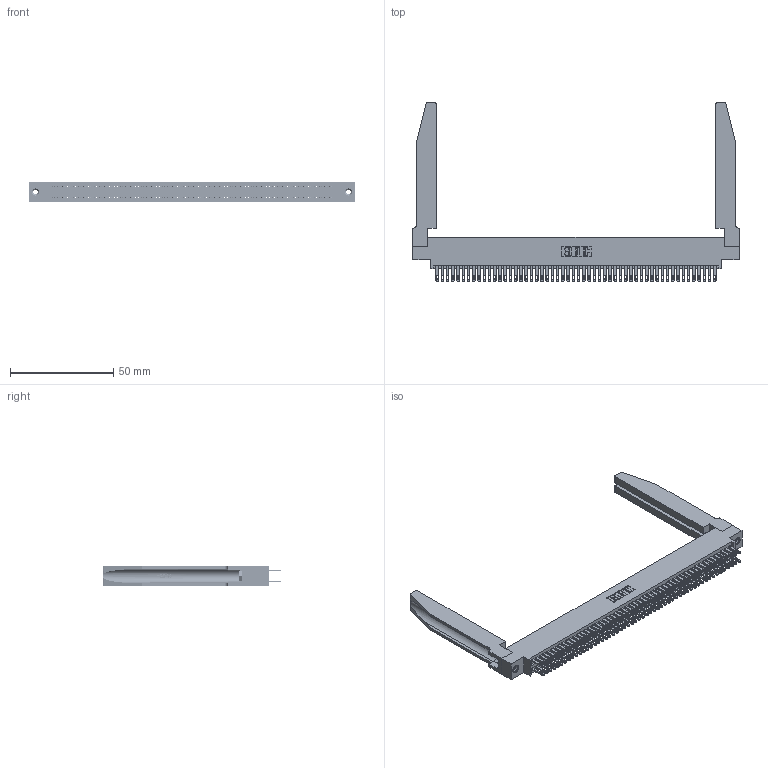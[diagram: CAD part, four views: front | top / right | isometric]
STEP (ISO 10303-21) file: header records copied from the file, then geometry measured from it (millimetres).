
FILE_DESCRIPTION (( 'STEP AP203' ), '1' );
FILE_NAME ('345-108-500-878.STEP', '2019-11-03T18:57:23', ( '' ), ( '' ), 'SwSTEP 2.0', 'SolidWorks 2016', '' );
FILE_SCHEMA (( 'CONFIG_CONTROL_DESIGN' ));
Length unit declared in the file: inch
Products named in the file (5): 345-292-001_345-293-100; 345-250-001_345-250-001-102; 345-108-500-878; 345-220-078_345-220-078; 345 Part_0.170 Offset - 0.156 Dia-TH
Assembly tree (113 placements, depth 2):
  345-108-500-878
    345 Part_0.170 Offset - 0.156 Dia-TH
    345-292-001_345-293-100  x108
    345-250-001_345-250-001-102  x2
    345-220-078_345-220-078  x2
Bounding box: 158.39 x 86.79 x 9.4 mm (x, y, z)
Volume: 23485.1 mm3; surface area: 31544.7 mm2
Topology: 113 solids, 113 shells, 5332 faces, 16189 edges, 10782 vertices
Faces by surface type: plane 3142, cylinder 2138, bspline 36, cone 12, torus 4
Entity records: 45556 total; most frequent: CARTESIAN_POINT 8543, ORIENTED_EDGE 7374, DIRECTION 6513, EDGE_CURVE 3687, LINE 3241, VECTOR 3241, VERTEX_POINT 2452, AXIS2_PLACEMENT_3D 1636
